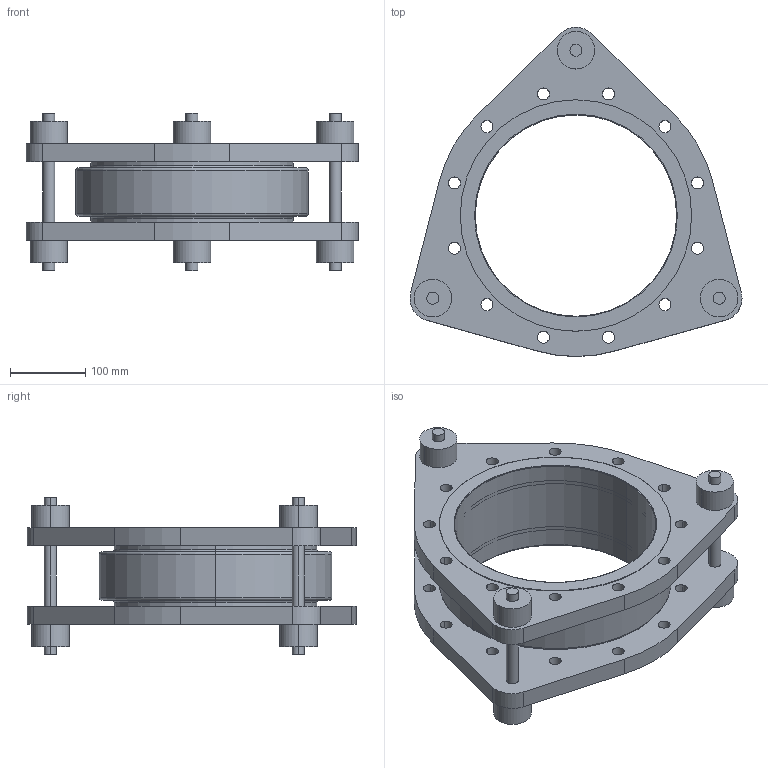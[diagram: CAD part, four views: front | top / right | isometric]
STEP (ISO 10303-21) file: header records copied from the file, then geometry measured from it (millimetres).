
FILE_DESCRIPTION (( 'STEP AP214' ), '1' );
FILE_NAME ('EPSILON-C_DN250_PN06_K-0002060.STEP', '2021-10-08T07:56:01', ( 'axxx' ), ( 'Hewlett-Packard Company' ), 'SwSTEP 2.0', 'SolidWorks 2019', '' );
FILE_SCHEMA (( 'AUTOMOTIVE_DESIGN' ));
Length unit declared in the file: millimetre
Products named in the file (1): EPSILON-C_DN250_PN06_K-0002060
Bounding box: 441.82 x 437.89 x 210 mm (x, y, z)
Volume: 5145979.2 mm3; surface area: 648114.8 mm2
Topology: 1 solids, 1 shells, 607 faces, 1621 edges, 1078 vertices
Faces by surface type: plane 249, bspline 220, cylinder 130, torus 8
Entity records: 31779 total; most frequent: CARTESIAN_POINT 17829, ORIENTED_EDGE 3242, DIRECTION 2214, EDGE_CURVE 1621, VERTEX_POINT 1078, VECTOR 812, LINE 812, EDGE_LOOP 725
